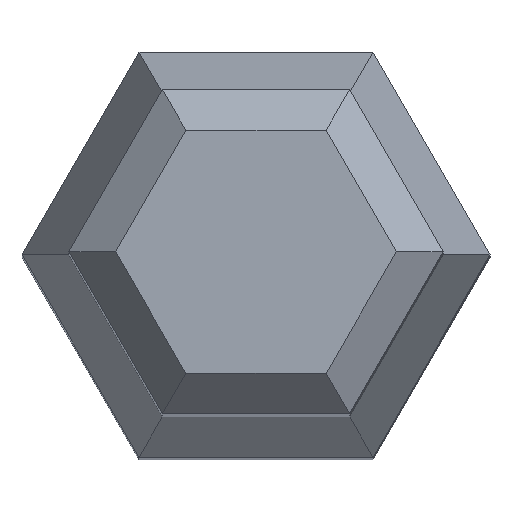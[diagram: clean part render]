
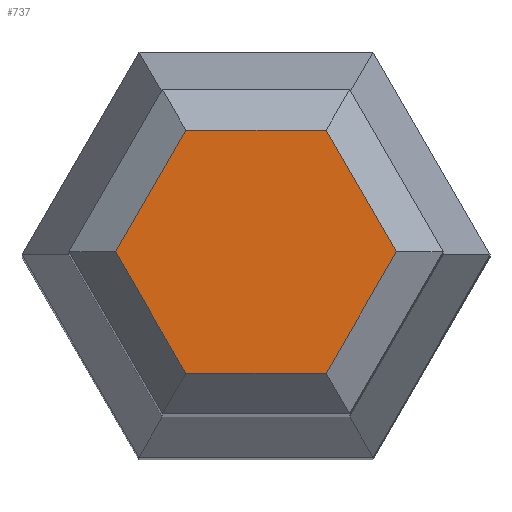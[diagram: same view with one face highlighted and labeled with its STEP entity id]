
A CAD part, top view. The second image highlights one B-rep face of the part: STEP entity #737.
In plain terms, the highlighted planar face has unit normal (0, 0, 1).
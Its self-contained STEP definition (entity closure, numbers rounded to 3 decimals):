
#7 = LINE ( 'NONE', #282, #261 ) ;
#12 = DIRECTION ( 'NONE',  ( -0.5, -0.866, 0. ) ) ;
#17 = CARTESIAN_POINT ( 'NONE',  ( 1.155, -1.5, 20. ) ) ;
#37 = ORIENTED_EDGE ( 'NONE', *, *, #877, .T. ) ;
#55 = LINE ( 'NONE', #58, #295 ) ;
#58 = CARTESIAN_POINT ( 'NONE',  ( 1.876, 0.25, 20. ) ) ;
#66 = LINE ( 'NONE', #756, #402 ) ;
#77 = AXIS2_PLACEMENT_3D ( 'NONE', #421, #108, #630 ) ;
#92 = ORIENTED_EDGE ( 'NONE', *, *, #132, .T. ) ;
#108 = DIRECTION ( 'NONE',  ( 0., 0., 1. ) ) ;
#113 = CARTESIAN_POINT ( 'NONE',  ( -0.866, 1.5, 20. ) ) ;
#132 = EDGE_CURVE ( 'NONE', #472, #542, #218, .T. ) ;
#158 = CARTESIAN_POINT ( 'NONE',  ( -0.866, -1.5, 20. ) ) ;
#159 = DIRECTION ( 'NONE',  ( -1., 0., 0. ) ) ;
#184 = CARTESIAN_POINT ( 'NONE',  ( 0.722, 1.75, 20. ) ) ;
#203 = DIRECTION ( 'NONE',  ( 0.5, -0.866, 0. ) ) ;
#210 = CARTESIAN_POINT ( 'NONE',  ( -1.876, -0.25, 20. ) ) ;
#218 = LINE ( 'NONE', #210, #639 ) ;
#221 = EDGE_CURVE ( 'NONE', #797, #667, #547, .T. ) ;
#234 = EDGE_CURVE ( 'NONE', #423, #472, #7, .T. ) ;
#261 = VECTOR ( 'NONE', #159, 1000. ) ;
#282 = CARTESIAN_POINT ( 'NONE',  ( -1.155, 1.5, 20. ) ) ;
#295 = VECTOR ( 'NONE', #657, 1000. ) ;
#325 = ORIENTED_EDGE ( 'NONE', *, *, #234, .T. ) ;
#347 = CARTESIAN_POINT ( 'NONE',  ( 0.866, -1.5, 20. ) ) ;
#358 = FACE_OUTER_BOUND ( 'NONE', #600, .T. ) ;
#402 = VECTOR ( 'NONE', #203, 1000. ) ;
#408 = ORIENTED_EDGE ( 'NONE', *, *, #221, .T. ) ;
#409 = VECTOR ( 'NONE', #655, 1000. ) ;
#421 = CARTESIAN_POINT ( 'NONE',  ( 0., 0., 20. ) ) ;
#423 = VERTEX_POINT ( 'NONE', #632 ) ;
#472 = VERTEX_POINT ( 'NONE', #113 ) ;
#486 = PLANE ( 'NONE',  #77 ) ;
#524 = VECTOR ( 'NONE', #554, 1000. ) ;
#526 = LINE ( 'NONE', #184, #409 ) ;
#541 = EDGE_CURVE ( 'NONE', #667, #707, #55, .T. ) ;
#542 = VERTEX_POINT ( 'NONE', #804 ) ;
#547 = LINE ( 'NONE', #17, #524 ) ;
#554 = DIRECTION ( 'NONE',  ( 1., 0., 0. ) ) ;
#600 = EDGE_LOOP ( 'NONE', ( #633, #408, #846, #37, #325, #92 ) ) ;
#626 = EDGE_CURVE ( 'NONE', #542, #797, #66, .T. ) ;
#630 = DIRECTION ( 'NONE',  ( 1., 0., 0. ) ) ;
#632 = CARTESIAN_POINT ( 'NONE',  ( 0.866, 1.5, 20. ) ) ;
#633 = ORIENTED_EDGE ( 'NONE', *, *, #626, .T. ) ;
#639 = VECTOR ( 'NONE', #12, 1000. ) ;
#646 = CARTESIAN_POINT ( 'NONE',  ( 1.732, 0., 20. ) ) ;
#655 = DIRECTION ( 'NONE',  ( -0.5, 0.866, 0. ) ) ;
#657 = DIRECTION ( 'NONE',  ( 0.5, 0.866, 0. ) ) ;
#667 = VERTEX_POINT ( 'NONE', #347 ) ;
#707 = VERTEX_POINT ( 'NONE', #646 ) ;
#737 = ADVANCED_FACE ( 'NONE', ( #358 ), #486, .T. ) ;
#756 = CARTESIAN_POINT ( 'NONE',  ( -0.722, -1.75, 20. ) ) ;
#797 = VERTEX_POINT ( 'NONE', #158 ) ;
#804 = CARTESIAN_POINT ( 'NONE',  ( -1.732, 0., 20. ) ) ;
#846 = ORIENTED_EDGE ( 'NONE', *, *, #541, .T. ) ;
#877 = EDGE_CURVE ( 'NONE', #707, #423, #526, .T. ) ;
